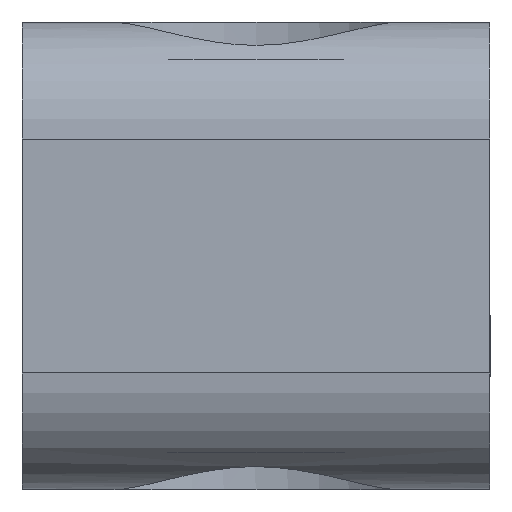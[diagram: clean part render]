
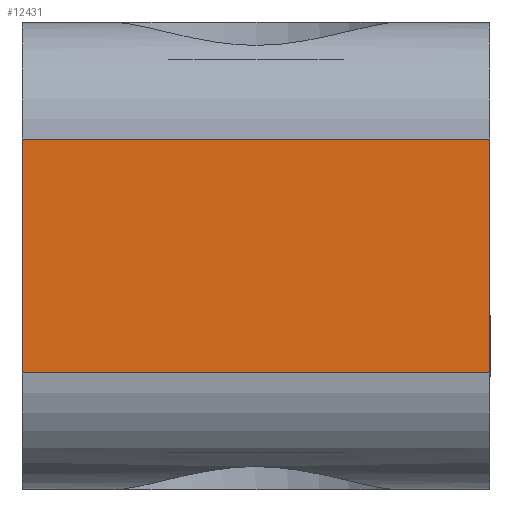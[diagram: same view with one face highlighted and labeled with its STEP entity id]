
A CAD part, left-side view. The second image highlights one B-rep face of the part: STEP entity #12431.
In plain terms, the highlighted planar face has unit normal (-1, 0, 0).
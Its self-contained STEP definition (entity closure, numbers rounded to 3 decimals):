
#1010=LINE('',#19419,#2206);
#1015=LINE('',#19439,#2211);
#1306=LINE('',#20456,#2502);
#1307=LINE('',#20457,#2503);
#2206=VECTOR('',#15181,1000.);
#2211=VECTOR('',#15202,1000.);
#2502=VECTOR('',#16489,1000.);
#2503=VECTOR('',#16490,1000.);
#5066=ORIENTED_EDGE('',*,*,#7233,.T.);
#5067=ORIENTED_EDGE('',*,*,#7692,.F.);
#5068=ORIENTED_EDGE('',*,*,#7221,.F.);
#5069=ORIENTED_EDGE('',*,*,#7693,.F.);
#7221=EDGE_CURVE('',#8912,#8913,#1010,.T.);
#7233=EDGE_CURVE('',#8918,#8919,#1015,.T.);
#7692=EDGE_CURVE('',#8913,#8919,#1306,.T.);
#7693=EDGE_CURVE('',#8918,#8912,#1307,.T.);
#8912=VERTEX_POINT('',#19418);
#8913=VERTEX_POINT('',#19420);
#8918=VERTEX_POINT('',#19435);
#8919=VERTEX_POINT('',#19438);
#10377=EDGE_LOOP('',(#5066,#5067,#5068,#5069));
#11291=FACE_BOUND('',#10377,.T.);
#11901=PLANE('',#13544);
#12431=ADVANCED_FACE('',(#11291),#11901,.F.);
#13544=AXIS2_PLACEMENT_3D('',#20455,#16487,#16488);
#15181=DIRECTION('',(0.,0.,-1.));
#15202=DIRECTION('',(0.,0.,-1.));
#16487=DIRECTION('',(1.,0.,0.));
#16488=DIRECTION('',(0.,0.,1.));
#16489=DIRECTION('',(0.,1.,0.));
#16490=DIRECTION('',(0.,-1.,0.));
#19418=CARTESIAN_POINT('',(105.,0.,2.5));
#19419=CARTESIAN_POINT('',(105.,0.,0.));
#19420=CARTESIAN_POINT('',(105.,0.,-2.5));
#19435=CARTESIAN_POINT('',(105.,10.,2.5));
#19438=CARTESIAN_POINT('',(105.,10.,-2.5));
#19439=CARTESIAN_POINT('',(105.,10.,0.));
#20455=CARTESIAN_POINT('',(105.,0.,0.));
#20456=CARTESIAN_POINT('',(105.,10.,-2.5));
#20457=CARTESIAN_POINT('',(105.,0.,2.5));
